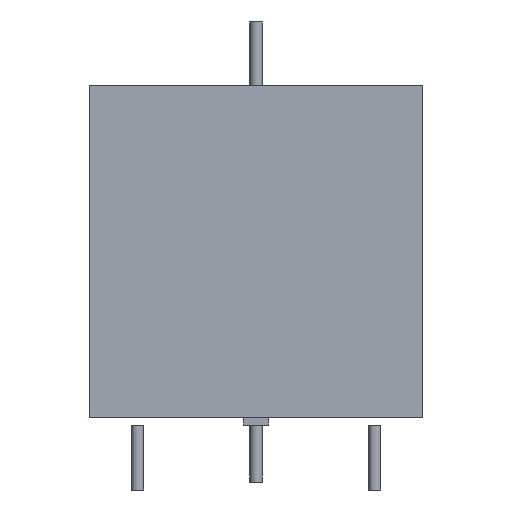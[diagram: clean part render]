
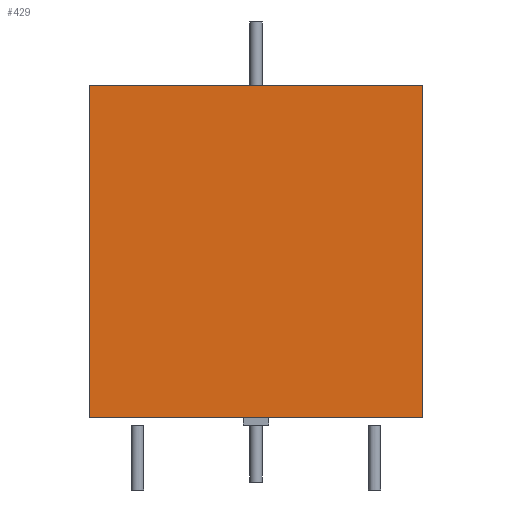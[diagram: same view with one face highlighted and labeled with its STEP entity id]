
A CAD part, left-side view. The second image highlights one B-rep face of the part: STEP entity #429.
In plain terms, the highlighted planar face has unit normal (-1, 0, 0).
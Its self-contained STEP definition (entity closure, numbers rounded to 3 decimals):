
#42=LINE($,#722,#78);
#43=LINE($,#725,#79);
#44=LINE($,#727,#80);
#45=LINE($,#728,#81);
#78=VECTOR($,#588,21.);
#79=VECTOR($,#591,21.);
#80=VECTOR($,#592,21.);
#81=VECTOR($,#593,21.);
#115=PLANE($,#488);
#153=FACE_OUTER_BOUND($,#191,.T.);
#191=EDGE_LOOP($,(#368,#369,#370,#371));
#244=VERTEX_POINT($,#715);
#247=VERTEX_POINT($,#720);
#248=VERTEX_POINT($,#724);
#249=VERTEX_POINT($,#726);
#291=EDGE_CURVE($,#244,#247,#42,.T.);
#292=EDGE_CURVE($,#248,#244,#43,.T.);
#293=EDGE_CURVE($,#249,#247,#44,.T.);
#294=EDGE_CURVE($,#248,#249,#45,.T.);
#368=ORIENTED_EDGE($,*,*,#292,.T.);
#369=ORIENTED_EDGE($,*,*,#291,.T.);
#370=ORIENTED_EDGE($,*,*,#293,.F.);
#371=ORIENTED_EDGE($,*,*,#294,.F.);
#429=ADVANCED_FACE($,(#153),#115,.T.);
#488=AXIS2_PLACEMENT_3D($,#723,#589,#590);
#588=DIRECTION($,(0.,0.,1.));
#589=DIRECTION('center_axis',(-1.,0.,0.));
#590=DIRECTION('ref_axis',(0.,-1.,0.));
#591=DIRECTION($,(0.,-1.,0.));
#592=DIRECTION($,(0.,-1.,0.));
#593=DIRECTION($,(0.,0.,1.));
#715=CARTESIAN_POINT('',(-34.,-10.5,0.5));
#720=CARTESIAN_POINT('',(-34.,-10.5,21.5));
#722=CARTESIAN_POINT($,(-34.,-10.5,0.5));
#723=CARTESIAN_POINT('Origin',(-34.,10.5,0.5));
#724=CARTESIAN_POINT('',(-34.,10.5,0.5));
#725=CARTESIAN_POINT($,(-34.,10.5,0.5));
#726=CARTESIAN_POINT('',(-34.,10.5,21.5));
#727=CARTESIAN_POINT($,(-34.,10.5,21.5));
#728=CARTESIAN_POINT($,(-34.,10.5,0.5));
